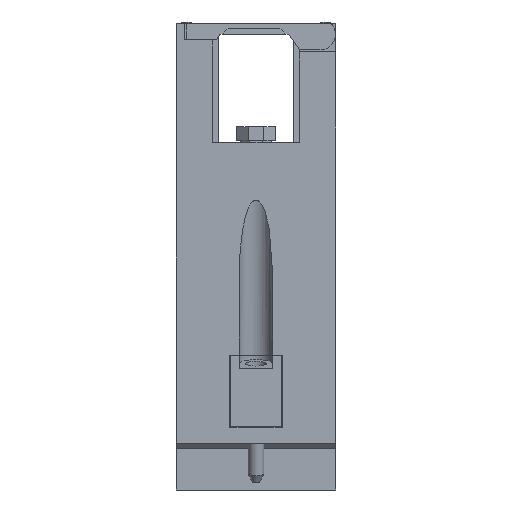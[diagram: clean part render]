
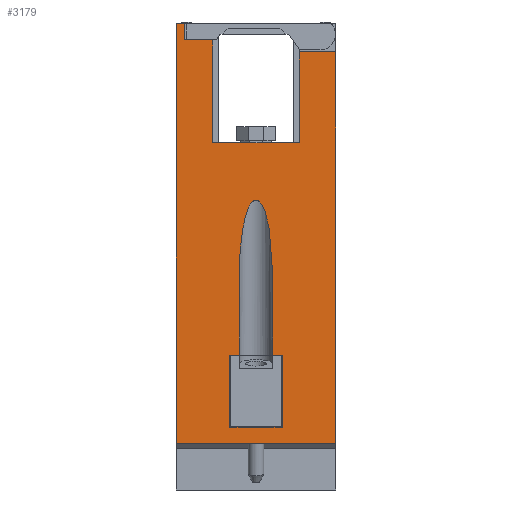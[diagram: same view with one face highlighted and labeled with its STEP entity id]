
A CAD part, front view. The second image highlights one B-rep face of the part: STEP entity #3179.
In plain terms, the highlighted planar face has unit normal (0, -1, 0).
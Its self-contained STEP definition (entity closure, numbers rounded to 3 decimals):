
#719=ELLIPSE('',#31055,18.671,4.2);
#741=FACE_BOUND('',#7969,.T.);
#742=FACE_BOUND('',#7970,.T.);
#3179=ADVANCED_FACE('',(#741,#742),#4860,.T.);
#4860=PLANE('',#31056);
#7969=EDGE_LOOP('',(#11931,#11932,#11933,#11934,#11935,#11936,#11937,#11938,
#11939,#11940));
#7970=EDGE_LOOP('',(#11941,#11942,#11943,#11944,#11945,#11946,#11947,#11948,
#11949,#11950));
#11931=ORIENTED_EDGE('',*,*,#20938,.F.);
#11932=ORIENTED_EDGE('',*,*,#20939,.F.);
#11933=ORIENTED_EDGE('',*,*,#20940,.F.);
#11934=ORIENTED_EDGE('',*,*,#20941,.F.);
#11935=ORIENTED_EDGE('',*,*,#20942,.F.);
#11936=ORIENTED_EDGE('',*,*,#20686,.F.);
#11937=ORIENTED_EDGE('',*,*,#20943,.F.);
#11938=ORIENTED_EDGE('',*,*,#20690,.F.);
#11939=ORIENTED_EDGE('',*,*,#20944,.F.);
#11940=ORIENTED_EDGE('',*,*,#20945,.F.);
#11941=ORIENTED_EDGE('',*,*,#20946,.F.);
#11942=ORIENTED_EDGE('',*,*,#20767,.F.);
#11943=ORIENTED_EDGE('',*,*,#20812,.F.);
#11944=ORIENTED_EDGE('',*,*,#20735,.F.);
#11945=ORIENTED_EDGE('',*,*,#20947,.F.);
#11946=ORIENTED_EDGE('',*,*,#20948,.F.);
#11947=ORIENTED_EDGE('',*,*,#20824,.F.);
#11948=ORIENTED_EDGE('',*,*,#20949,.T.);
#11949=ORIENTED_EDGE('',*,*,#20950,.T.);
#11950=ORIENTED_EDGE('',*,*,#20827,.F.);
#17665=VERTEX_POINT('',#41804);
#17668=VERTEX_POINT('',#41809);
#17669=VERTEX_POINT('',#41811);
#17672=VERTEX_POINT('',#41817);
#17717=VERTEX_POINT('',#41909);
#17718=VERTEX_POINT('',#41911);
#17747=VERTEX_POINT('',#41973);
#17748=VERTEX_POINT('',#41975);
#17788=VERTEX_POINT('',#42075);
#17792=VERTEX_POINT('',#42084);
#17794=VERTEX_POINT('',#42090);
#17795=VERTEX_POINT('',#42092);
#17890=VERTEX_POINT('',#42312);
#17891=VERTEX_POINT('',#42313);
#17892=VERTEX_POINT('',#42315);
#17893=VERTEX_POINT('',#42317);
#17894=VERTEX_POINT('',#42319);
#17895=VERTEX_POINT('',#42323);
#17896=VERTEX_POINT('',#42327);
#17897=VERTEX_POINT('',#42330);
#20686=EDGE_CURVE('',#17668,#17669,#24563,.T.);
#20690=EDGE_CURVE('',#17672,#17665,#24567,.T.);
#20735=EDGE_CURVE('',#17717,#17718,#24612,.T.);
#20767=EDGE_CURVE('',#17747,#17748,#24644,.T.);
#20812=EDGE_CURVE('',#17718,#17747,#24689,.T.);
#20824=EDGE_CURVE('',#17792,#17788,#24701,.T.);
#20827=EDGE_CURVE('',#17794,#17795,#24704,.T.);
#20938=EDGE_CURVE('',#17890,#17891,#24809,.T.);
#20939=EDGE_CURVE('',#17892,#17890,#719,.T.);
#20940=EDGE_CURVE('',#17893,#17892,#24810,.T.);
#20941=EDGE_CURVE('',#17894,#17893,#24811,.T.);
#20942=EDGE_CURVE('',#17669,#17894,#24812,.T.);
#20943=EDGE_CURVE('',#17665,#17668,#24813,.T.);
#20944=EDGE_CURVE('',#17895,#17672,#24814,.T.);
#20945=EDGE_CURVE('',#17891,#17895,#24815,.T.);
#20946=EDGE_CURVE('',#17748,#17794,#24816,.T.);
#20947=EDGE_CURVE('',#17896,#17717,#24817,.T.);
#20948=EDGE_CURVE('',#17788,#17896,#24818,.T.);
#20949=EDGE_CURVE('',#17792,#17897,#24819,.T.);
#20950=EDGE_CURVE('',#17897,#17795,#24820,.T.);
#24563=LINE('',#41810,#28030);
#24567=LINE('',#41818,#28034);
#24612=LINE('',#41910,#28079);
#24644=LINE('',#41974,#28111);
#24689=LINE('',#42062,#28156);
#24701=LINE('',#42085,#28168);
#24704=LINE('',#42091,#28171);
#24809=LINE('',#42311,#28276);
#24810=LINE('',#42316,#28277);
#24811=LINE('',#42318,#28278);
#24812=LINE('',#42320,#28279);
#24813=LINE('',#42321,#28280);
#24814=LINE('',#42322,#28281);
#24815=LINE('',#42324,#28282);
#24816=LINE('',#42325,#28283);
#24817=LINE('',#42326,#28284);
#24818=LINE('',#42328,#28285);
#24819=LINE('',#42329,#28286);
#24820=LINE('',#42331,#28287);
#28030=VECTOR('',#34646,1.);
#28034=VECTOR('',#34650,1.);
#28079=VECTOR('',#34699,1.);
#28111=VECTOR('',#34735,1.);
#28156=VECTOR('',#34792,1.);
#28168=VECTOR('',#34810,1.);
#28171=VECTOR('',#34815,1.);
#28276=VECTOR('',#34960,1.);
#28277=VECTOR('',#34963,1.);
#28278=VECTOR('',#34964,1.);
#28279=VECTOR('',#34965,1.);
#28280=VECTOR('',#34966,1.);
#28281=VECTOR('',#34967,1.);
#28282=VECTOR('',#34968,1.);
#28283=VECTOR('',#34969,1.);
#28284=VECTOR('',#34970,1.);
#28285=VECTOR('',#34971,1.);
#28286=VECTOR('',#34972,1.);
#28287=VECTOR('',#34973,1.);
#31055=AXIS2_PLACEMENT_3D('',#42314,#34961,#34962);
#31056=AXIS2_PLACEMENT_3D('',#42332,#34974,#34975);
#34646=DIRECTION('',(0.,0.,-1.));
#34650=DIRECTION('',(0.,0.,-1.));
#34699=DIRECTION('',(-1.,0.,0.));
#34735=DIRECTION('',(1.,0.,0.));
#34792=DIRECTION('',(0.,0.,-1.));
#34810=DIRECTION('',(0.,0.,-1.));
#34815=DIRECTION('',(-1.,0.,0.));
#34960=DIRECTION('',(-1.,0.,0.));
#34961=DIRECTION('',(0.,-1.,0.));
#34962=DIRECTION('',(-1.,0.,0.));
#34963=DIRECTION('',(1.,0.,0.));
#34964=DIRECTION('',(0.,0.,1.));
#34965=DIRECTION('',(1.,0.,0.));
#34966=DIRECTION('',(0.,0.,-1.));
#34967=DIRECTION('',(-1.,0.,0.));
#34968=DIRECTION('',(0.,0.,1.));
#34969=DIRECTION('',(0.,0.,-1.));
#34970=DIRECTION('',(0.,0.,-1.));
#34971=DIRECTION('',(-1.,0.,0.));
#34972=DIRECTION('',(-1.,0.,0.));
#34973=DIRECTION('',(0.,0.,-1.));
#34974=DIRECTION('',(0.,-1.,0.));
#34975=DIRECTION('',(0.,0.,-1.));
#41804=CARTESIAN_POINT('',(15.7,-62.5,4.));
#41809=CARTESIAN_POINT('',(15.7,-62.5,-4.));
#41810=CARTESIAN_POINT('',(15.7,-62.5,4.2));
#41811=CARTESIAN_POINT('',(15.7,-62.5,-6.55));
#41817=CARTESIAN_POINT('',(15.7,-62.5,6.55));
#41818=CARTESIAN_POINT('',(15.7,-62.5,4.2));
#41909=CARTESIAN_POINT('',(112.8,-62.5,10.9));
#41910=CARTESIAN_POINT('',(116.9,-62.5,10.9));
#41911=CARTESIAN_POINT('',(87.,-62.5,10.9));
#41973=CARTESIAN_POINT('',(87.,-62.5,-10.9));
#41974=CARTESIAN_POINT('',(116.9,-62.5,-10.9));
#41975=CARTESIAN_POINT('',(109.8,-62.5,-10.9));
#42062=CARTESIAN_POINT('',(87.,-62.5,20.));
#42075=CARTESIAN_POINT('',(116.9,-62.5,17.9));
#42084=CARTESIAN_POINT('',(116.9,-62.5,20.));
#42085=CARTESIAN_POINT('',(116.9,-62.5,20.));
#42090=CARTESIAN_POINT('',(109.8,-62.5,-20.));
#42091=CARTESIAN_POINT('',(116.9,-62.5,-20.));
#42092=CARTESIAN_POINT('',(11.7,-62.5,-20.));
#42311=CARTESIAN_POINT('',(116.9,-62.5,4.2));
#42312=CARTESIAN_POINT('',(54.015,-62.5,4.2));
#42313=CARTESIAN_POINT('',(33.8,-62.5,4.2));
#42314=CARTESIAN_POINT('',(54.015,-62.5,0.));
#42315=CARTESIAN_POINT('',(54.015,-62.5,-4.2));
#42316=CARTESIAN_POINT('',(116.9,-62.5,-4.2));
#42317=CARTESIAN_POINT('',(33.8,-62.5,-4.2));
#42318=CARTESIAN_POINT('',(33.8,-62.5,-6.55));
#42319=CARTESIAN_POINT('',(33.8,-62.5,-6.55));
#42320=CARTESIAN_POINT('',(15.7,-62.5,-6.55));
#42321=CARTESIAN_POINT('',(15.7,-62.5,4.));
#42322=CARTESIAN_POINT('',(33.8,-62.5,6.55));
#42323=CARTESIAN_POINT('',(33.8,-62.5,6.55));
#42324=CARTESIAN_POINT('',(33.8,-62.5,-6.55));
#42325=CARTESIAN_POINT('',(109.8,-62.5,-9.325));
#42326=CARTESIAN_POINT('',(112.8,-62.5,17.9));
#42327=CARTESIAN_POINT('',(112.8,-62.5,17.9));
#42328=CARTESIAN_POINT('',(116.9,-62.5,17.9));
#42329=CARTESIAN_POINT('',(116.9,-62.5,20.));
#42330=CARTESIAN_POINT('',(11.7,-62.5,20.));
#42331=CARTESIAN_POINT('',(11.7,-62.5,20.));
#42332=CARTESIAN_POINT('',(116.9,-62.5,20.));
